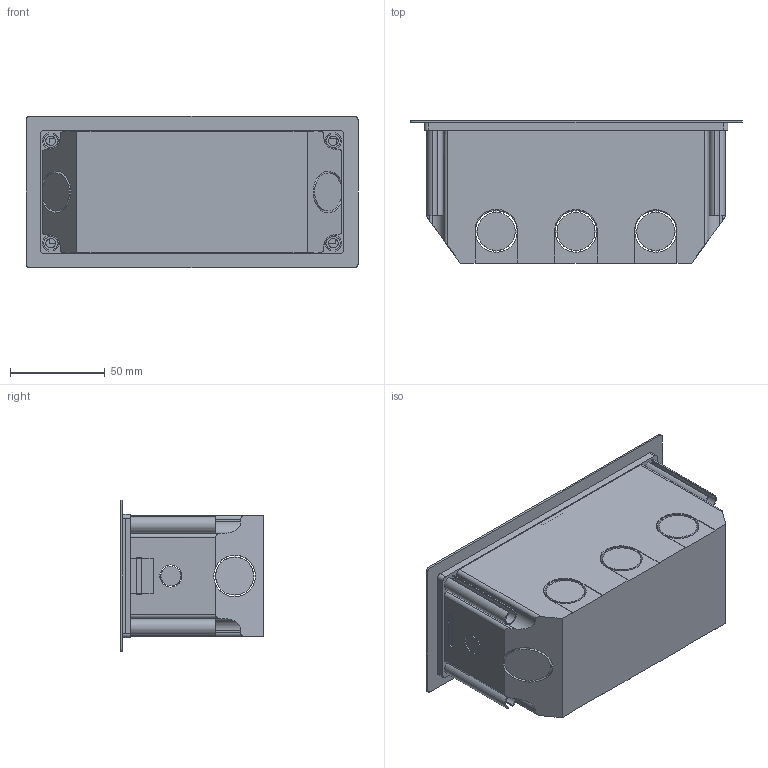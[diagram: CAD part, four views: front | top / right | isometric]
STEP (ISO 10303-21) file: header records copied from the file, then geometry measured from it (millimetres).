
FILE_DESCRIPTION (( 'STEP AP203' ), '1' );
FILE_NAME ('KNU-06-PCL Ëþ÷îê ONFLOOR mini L.STEP', '2016-02-29T11:27:57', ( '' ), ( '' ), 'SwSTEP 2.0', 'SolidWorks 2014', '' );
FILE_SCHEMA (( 'CONFIG_CONTROL_DESIGN' ));
Length unit declared in the file: millimetre
Products named in the file (4): KNU-06-PCL Ëþ÷îê ONFLOOR mini L; KNU-06-PCL_Box mini L; KNU-06-PCB(L)_Rame mini B(L); KNU-06-PCB(L)_Cap mini B(L)
Assembly tree (3 placements, depth 2):
  KNU-06-PCL Ëþ÷îê ONFLOOR mini L
    KNU-06-PCL_Box mini L
    KNU-06-PCB(L)_Rame mini B(L)
    KNU-06-PCB(L)_Cap mini B(L)
Bounding box: 175 x 75 x 80 mm (x, y, z)
Volume: 254141.9 mm3; surface area: 141968.4 mm2
Topology: 6 solids, 6 shells, 466 faces, 1278 edges, 854 vertices
Faces by surface type: plane 354, cylinder 112
Full cylindrical faces by diameter (mm): 5 x4, 10.425 x2, 11.736 x2
Entity records: 15144 total; most frequent: CARTESIAN_POINT 2764, ORIENTED_EDGE 2528, DIRECTION 2328, EDGE_CURVE 1264, VECTOR 1032, LINE 1032, VERTEX_POINT 848, AXIS2_PLACEMENT_3D 648
